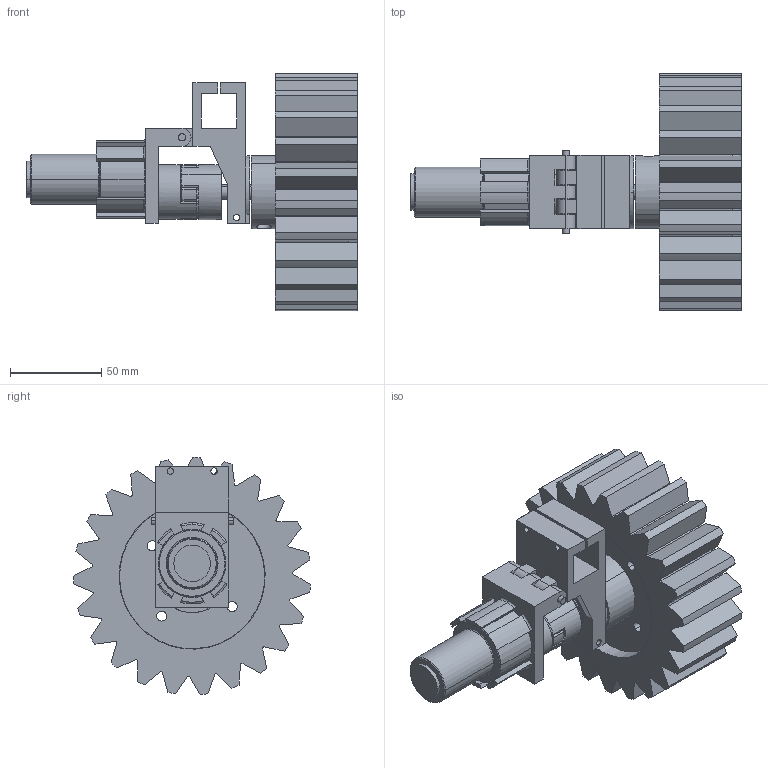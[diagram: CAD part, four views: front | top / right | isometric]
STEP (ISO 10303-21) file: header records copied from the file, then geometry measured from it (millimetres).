
FILE_DESCRIPTION (( 'STEP AP214' ), '1' );
FILE_NAME ('Drive assembly.STEP', '2020-02-26T05:58:57', ( '' ), ( '' ), 'SwSTEP 2.0', 'SolidWorks 2019', '' );
FILE_SCHEMA (( 'AUTOMOTIVE_DESIGN' ));
Length unit declared in the file: millimetre
Products named in the file (23): jaw 6mm; 4mm hinge rod; 8mm bearing; wheel 1; Drive assembly; jaw 8mm; 8mm wheel shaft; temp flange; PU spider; motor; hinged motor plate; bearing mount
Assembly tree (11 placements, depth 2):
  jaw 6mm
  4mm hinge rod
  8mm bearing
  Drive assembly
    bearing mount
    hinged motor plate
    jaw 6mm
    PU spider
    8mm bearing
    jaw 8mm
    8mm wheel shaft
    4mm hinge rod
    motor
    wheel 1
    temp flange
  8mm wheel shaft
Bounding box: 181 x 129.83 x 129.85 mm (x, y, z)
Volume: 643525.5 mm3; surface area: 126742.8 mm2
Topology: 11 solids, 11 shells, 611 faces, 1531 edges, 971 vertices
Faces by surface type: cylinder 302, plane 221, torus 43, cone 37, sphere 8
Entity records: 19338 total; most frequent: DIRECTION 3485, CARTESIAN_POINT 3436, ORIENTED_EDGE 3034, EDGE_CURVE 1517, AXIS2_PLACEMENT_3D 1366, VERTEX_POINT 965, VECTOR 753, LINE 753
